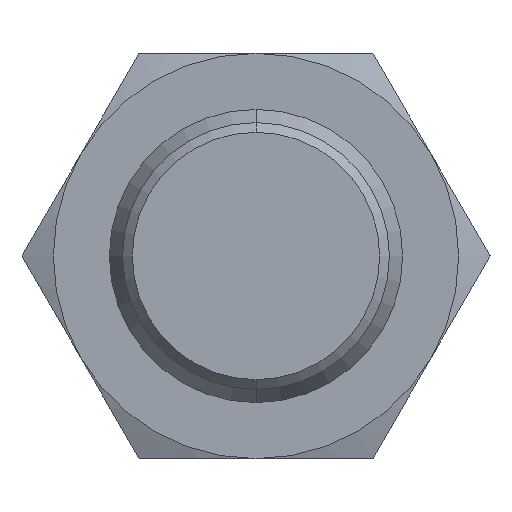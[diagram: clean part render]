
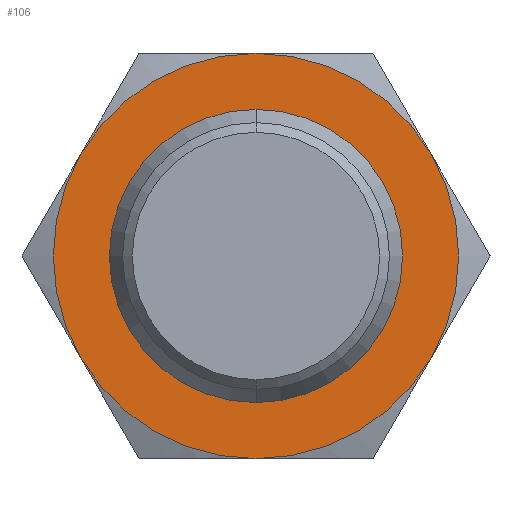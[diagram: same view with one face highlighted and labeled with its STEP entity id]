
A CAD part, front view. The second image highlights one B-rep face of the part: STEP entity #106.
In plain terms, the highlighted planar face has unit normal (0, -1, 0).
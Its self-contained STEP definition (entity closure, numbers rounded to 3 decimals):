
#106=ADVANCED_FACE('NONE',(#216,#217),#218,.F.);
#216=FACE_OUTER_BOUND('',#373,.T.);
#217=FACE_BOUND('',#374,.T.);
#218=PLANE('',#375);
#373=EDGE_LOOP('',(#638,#639));
#374=EDGE_LOOP('',(#640,#641));
#375=AXIS2_PLACEMENT_3D('',#642,#643,#644);
#638=ORIENTED_EDGE('',*,*,#783,.F.);
#639=ORIENTED_EDGE('',*,*,#748,.F.);
#640=ORIENTED_EDGE('',*,*,#799,.F.);
#641=ORIENTED_EDGE('',*,*,#824,.F.);
#642=CARTESIAN_POINT('',(0.0,-2.0,0.0));
#643=DIRECTION('',(-0.0,1.0,0.0));
#644=DIRECTION('',(1.0,0.0,0.0));
#748=EDGE_CURVE('NONE',#864,#867,#868,.T.);
#783=EDGE_CURVE('NONE',#867,#864,#924,.T.);
#799=EDGE_CURVE('NONE',#947,#941,#949,.T.);
#824=EDGE_CURVE('NONE',#941,#947,#980,.T.);
#864=VERTEX_POINT('NONE',#1034);
#867=VERTEX_POINT('NONE',#1038);
#868=CIRCLE('',#1039,8.5);
#924=CIRCLE('',#1128,8.5);
#941=VERTEX_POINT('NONE',#1172);
#947=VERTEX_POINT('NONE',#1179);
#949=CIRCLE('',#1182,6.15);
#980=CIRCLE('',#1254,6.15);
#1034=CARTESIAN_POINT('',(0.,-2.0,-8.5));
#1038=CARTESIAN_POINT('',(0.0,-2.0,8.5));
#1039=AXIS2_PLACEMENT_3D('',#1316,#1317,#1318);
#1128=AXIS2_PLACEMENT_3D('',#1376,#1377,#1378);
#1172=CARTESIAN_POINT('',(0.,-2.,-6.15));
#1179=CARTESIAN_POINT('',(0.0,-2.,6.15));
#1182=AXIS2_PLACEMENT_3D('',#1392,#1393,#1394);
#1254=AXIS2_PLACEMENT_3D('',#1414,#1415,#1416);
#1316=CARTESIAN_POINT('',(0.0,-2.0,0.0));
#1317=DIRECTION('',(0.0,1.0,0.0));
#1318=DIRECTION('',(0.0,0.0,1.0));
#1376=CARTESIAN_POINT('',(0.0,-2.0,0.0));
#1377=DIRECTION('',(0.0,1.0,0.0));
#1378=DIRECTION('',(0.0,0.0,1.0));
#1392=CARTESIAN_POINT('',(0.0,-2.,0.0));
#1393=DIRECTION('',(0.0,-1.0,0.0));
#1394=DIRECTION('',(0.0,0.0,1.0));
#1414=CARTESIAN_POINT('',(0.0,-2.,0.0));
#1415=DIRECTION('',(0.0,-1.0,0.0));
#1416=DIRECTION('',(0.0,0.0,1.0));
